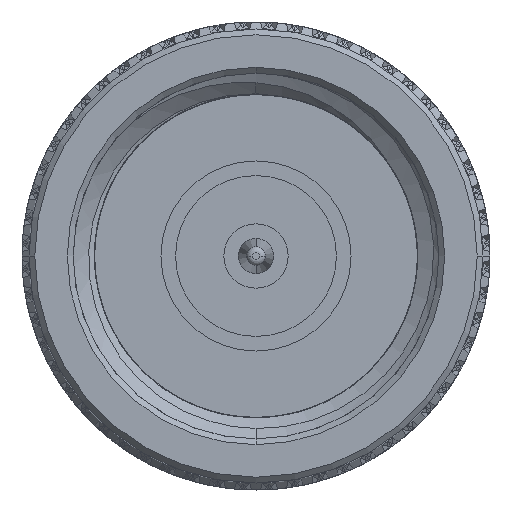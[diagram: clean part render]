
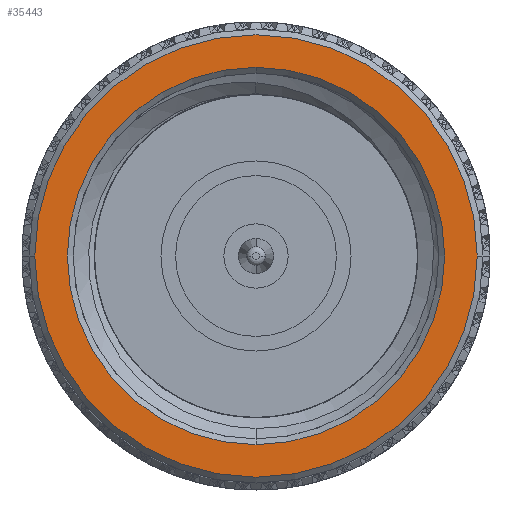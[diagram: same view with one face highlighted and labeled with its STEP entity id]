
A CAD part, left-side view. The second image highlights one B-rep face of the part: STEP entity #35443.
In plain terms, the highlighted planar face has unit normal (-1, 0, 0).
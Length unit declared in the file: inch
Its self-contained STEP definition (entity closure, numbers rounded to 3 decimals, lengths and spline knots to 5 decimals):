
#15 = DIRECTION ( 'NONE',  ( 0., -1., 0. ) ) ;
#1851 = CARTESIAN_POINT ( 'NONE',  ( 0., 0., -0.3225 ) ) ;
#1872 = FACE_OUTER_BOUND ( 'NONE', #48695, .T. ) ;
#2229 = EDGE_CURVE ( 'NONE', #11516, #86856, #83898, .T. ) ;
#4389 = AXIS2_PLACEMENT_3D ( 'NONE', #7580, #81718, #15 ) ;
#5880 = ORIENTED_EDGE ( 'NONE', *, *, #17145, .T. ) ;
#7580 = CARTESIAN_POINT ( 'NONE',  ( 0., 0., 0. ) ) ;
#10048 = CARTESIAN_POINT ( 'NONE',  ( 0., 0.38809, 0. ) ) ;
#11516 = VERTEX_POINT ( 'NONE', #1851 ) ;
#13527 = CARTESIAN_POINT ( 'NONE',  ( 0., 0., 0. ) ) ;
#16110 = AXIS2_PLACEMENT_3D ( 'NONE', #21303, #103666, #95430 ) ;
#17145 = EDGE_CURVE ( 'NONE', #89642, #50198, #44696, .T. ) ;
#17583 = PLANE ( 'NONE',  #96815 ) ;
#21303 = CARTESIAN_POINT ( 'NONE',  ( 0., 0., 0. ) ) ;
#21764 = AXIS2_PLACEMENT_3D ( 'NONE', #13527, #87699, #95935 ) ;
#22531 = CIRCLE ( 'NONE', #16110, 0.37809 ) ;
#25836 = DIRECTION ( 'NONE',  ( 0., -1., 0. ) ) ;
#25958 = CARTESIAN_POINT ( 'NONE',  ( 0., 0., 0. ) ) ;
#27829 = ORIENTED_EDGE ( 'NONE', *, *, #2229, .T. ) ;
#28201 = ORIENTED_EDGE ( 'NONE', *, *, #104954, .T. ) ;
#33271 = EDGE_CURVE ( 'NONE', #86856, #11516, #53536, .T. ) ;
#35443 = ADVANCED_FACE ( 'NONE', ( #86829, #1872 ), #17583, .T. ) ;
#36111 = ORIENTED_EDGE ( 'NONE', *, *, #33271, .T. ) ;
#43934 = AXIS2_PLACEMENT_3D ( 'NONE', #25958, #99746, #74627 ) ;
#44696 = CIRCLE ( 'NONE', #21764, 0.37809 ) ;
#48695 = EDGE_LOOP ( 'NONE', ( #28201, #5880 ) ) ;
#50198 = VERTEX_POINT ( 'NONE', #72660 ) ;
#51743 = DIRECTION ( 'NONE',  ( -1., 0., 0. ) ) ;
#53536 = CIRCLE ( 'NONE', #4389, 0.3225 ) ;
#65030 = CARTESIAN_POINT ( 'NONE',  ( 0., 0., 0.3225 ) ) ;
#72660 = CARTESIAN_POINT ( 'NONE',  ( 0., 0.37809, 0. ) ) ;
#74627 = DIRECTION ( 'NONE',  ( 0., -1., 0. ) ) ;
#78695 = EDGE_LOOP ( 'NONE', ( #36111, #27829 ) ) ;
#81718 = DIRECTION ( 'NONE',  ( 1., 0., 0. ) ) ;
#83898 = CIRCLE ( 'NONE', #43934, 0.3225 ) ;
#86829 = FACE_BOUND ( 'NONE', #78695, .T. ) ;
#86856 = VERTEX_POINT ( 'NONE', #65030 ) ;
#86965 = CARTESIAN_POINT ( 'NONE',  ( 0., -0.37809, 0. ) ) ;
#87699 = DIRECTION ( 'NONE',  ( -1., 0., 0. ) ) ;
#89642 = VERTEX_POINT ( 'NONE', #86965 ) ;
#95430 = DIRECTION ( 'NONE',  ( 0., -1., 0. ) ) ;
#95935 = DIRECTION ( 'NONE',  ( 0., -1., 0. ) ) ;
#96815 = AXIS2_PLACEMENT_3D ( 'NONE', #10048, #51743, #25836 ) ;
#99746 = DIRECTION ( 'NONE',  ( 1., 0., 0. ) ) ;
#103666 = DIRECTION ( 'NONE',  ( -1., 0., 0. ) ) ;
#104954 = EDGE_CURVE ( 'NONE', #50198, #89642, #22531, .T. ) ;
